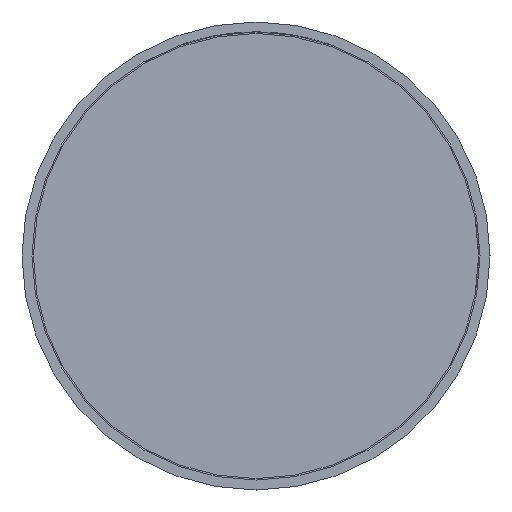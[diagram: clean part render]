
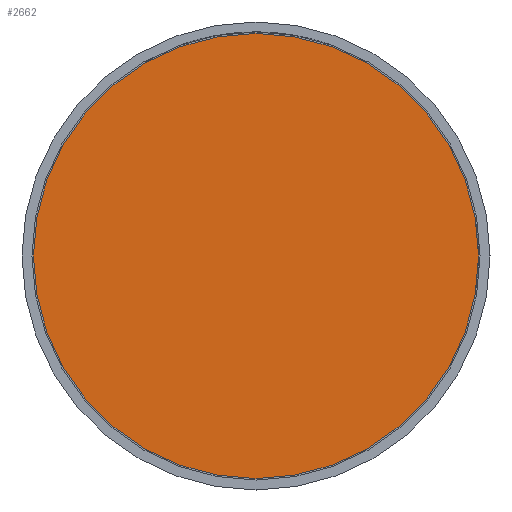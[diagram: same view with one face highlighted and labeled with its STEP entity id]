
A CAD part, front view. The second image highlights one B-rep face of the part: STEP entity #2662.
In plain terms, the highlighted planar face has unit normal (0, -1, 0).
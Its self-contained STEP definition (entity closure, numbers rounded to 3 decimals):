
#132 = VERTEX_POINT ( 'NONE', #2909 ) ;
#144 = DIRECTION ( 'NONE',  ( 0., 0., 1. ) ) ;
#224 = CARTESIAN_POINT ( 'NONE',  ( 0., -39.2, 2.235 ) ) ;
#642 = DIRECTION ( 'NONE',  ( 0., 1., 0. ) ) ;
#697 = PLANE ( 'NONE',  #966 ) ;
#701 = DIRECTION ( 'NONE',  ( 0., 1., 0. ) ) ;
#966 = AXIS2_PLACEMENT_3D ( 'NONE', #1873, #701, #1119 ) ;
#1072 = VERTEX_POINT ( 'NONE', #224 ) ;
#1081 = CIRCLE ( 'NONE', #2580, 2.235 ) ;
#1119 = DIRECTION ( 'NONE',  ( 0., 0., 1. ) ) ;
#1335 = DIRECTION ( 'NONE',  ( 0., 0., 1. ) ) ;
#1357 = AXIS2_PLACEMENT_3D ( 'NONE', #2464, #642, #1335 ) ;
#1391 = EDGE_CURVE ( 'Defeature ausgef�hrt2_0+Defeature ausgef�hrt2_1+Defeature ausgef�hrt2_1+Defeature ausgef�hrt2_1', #132, #1072, #1783, .T. ) ;
#1426 = EDGE_CURVE ( 'Defeature ausgef�hrt2_0+Defeature ausgef�hrt2_1+Defeature ausgef�hrt2_1+Defeature ausgef�hrt2_1', #1072, #132, #1081, .T. ) ;
#1442 = ORIENTED_EDGE ( 'NONE', *, *, #1426, .F. ) ;
#1634 = FACE_OUTER_BOUND ( 'NONE', #2468, .T. ) ;
#1762 = CARTESIAN_POINT ( 'NONE',  ( 0., -39.2, 0. ) ) ;
#1783 = CIRCLE ( 'NONE', #1357, 2.235 ) ;
#1873 = CARTESIAN_POINT ( 'NONE',  ( 0., -39.2, 0. ) ) ;
#2464 = CARTESIAN_POINT ( 'NONE',  ( 0., -39.2, 0. ) ) ;
#2468 = EDGE_LOOP ( 'NONE', ( #1442, #2961 ) ) ;
#2580 = AXIS2_PLACEMENT_3D ( 'NONE', #1762, #2932, #144 ) ;
#2662 = ADVANCED_FACE ( 'Defeature ausgef�hrt2_1', ( #1634 ), #697, .F. ) ;
#2909 = CARTESIAN_POINT ( 'NONE',  ( 0., -39.2, -2.235 ) ) ;
#2932 = DIRECTION ( 'NONE',  ( 0., 1., 0. ) ) ;
#2961 = ORIENTED_EDGE ( 'NONE', *, *, #1391, .F. ) ;
